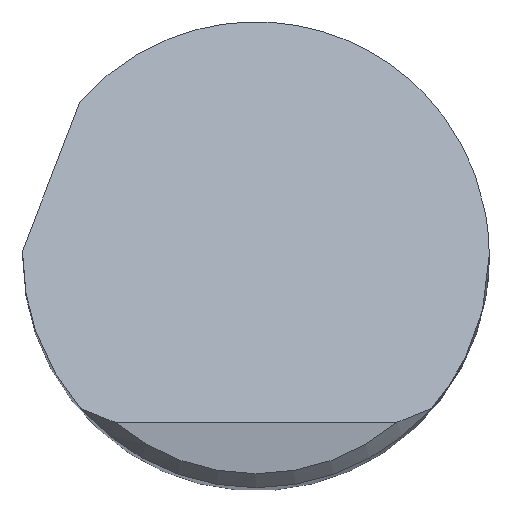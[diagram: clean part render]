
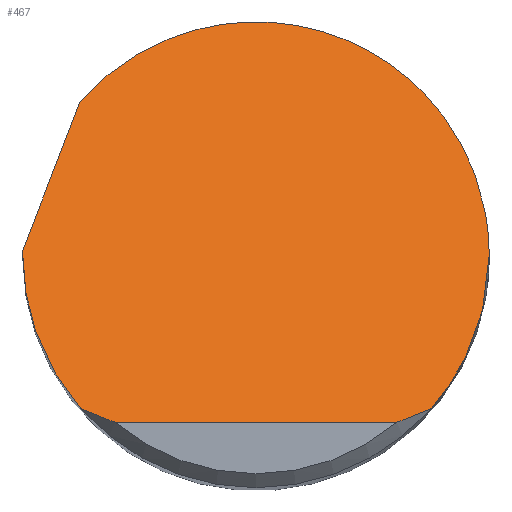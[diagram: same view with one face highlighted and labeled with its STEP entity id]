
A CAD part, top view. The second image highlights one B-rep face of the part: STEP entity #467.
In plain terms, the highlighted planar face has unit normal (0, 0.707, 0.707).
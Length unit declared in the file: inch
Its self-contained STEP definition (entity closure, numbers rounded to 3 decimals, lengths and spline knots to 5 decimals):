
#27 = CARTESIAN_POINT ( 'NONE',  ( -0.25, -0.06141, 3.88141 ) ) ;
#29 =( BOUNDED_CURVE ( )  B_SPLINE_CURVE ( 3, ( #459, #289, #396, #349 ),
 .UNSPECIFIED., .F., .F. ) 
 B_SPLINE_CURVE_WITH_KNOTS ( ( 4, 4 ),
 ( 4.71239, 4.73239 ),
 .UNSPECIFIED. ) 
 CURVE ( )  GEOMETRIC_REPRESENTATION_ITEM ( )  RATIONAL_B_SPLINE_CURVE ( ( 1., 1., 1., 1. ) ) 
 REPRESENTATION_ITEM ( '' )  );
#33 = CARTESIAN_POINT ( 'NONE',  ( 0.25, 0., 3.82 ) ) ;
#43 = AXIS2_PLACEMENT_3D ( 'NONE', #234, #127, #606 ) ;
#49 = CARTESIAN_POINT ( 'NONE',  ( -0.17589, -0.1704, 3.9904 ) ) ;
#52 = LINE ( 'NONE', #273, #456 ) ;
#53 = B_SPLINE_CURVE_WITH_KNOTS ( 'NONE', 3,
 ( #585, #49, #462, #286 ),
 .UNSPECIFIED., .F., .F.,
 ( 4, 4 ),
 ( 0., 0.00108 ),
 .UNSPECIFIED. ) ;
#92 = CARTESIAN_POINT ( 'NONE',  ( 0.18782, -0.165, 3.985 ) ) ;
#115 = CARTESIAN_POINT ( 'NONE',  ( 0.15108, -0.18, 4. ) ) ;
#118 = CARTESIAN_POINT ( 'NONE',  ( 0.16367, -0.17542, 3.99542 ) ) ;
#127 = DIRECTION ( 'NONE',  ( 0., -0.707, -0.707 ) ) ;
#135 = LINE ( 'NONE', #262, #445 ) ;
#141 = DIRECTION ( 'NONE',  ( 0.263, 0.682, -0.682 ) ) ;
#159 = ORIENTED_EDGE ( 'NONE', *, *, #753, .F. ) ;
#165 = CARTESIAN_POINT ( 'NONE',  ( -0.15108, -0.18, 4. ) ) ;
#166 = VERTEX_POINT ( 'NONE', #505 ) ;
#170 = ORIENTED_EDGE ( 'NONE', *, *, #211, .F. ) ;
#171 = EDGE_CURVE ( 'NONE', #531, #319, #135, .T. ) ;
#181 = CARTESIAN_POINT ( 'NONE',  ( 0.17589, -0.1704, 3.9904 ) ) ;
#199 = CARTESIAN_POINT ( 'NONE',  ( -0.25, 0., 3.82 ) ) ;
#207 = VERTEX_POINT ( 'NONE', #92 ) ;
#211 = EDGE_CURVE ( 'NONE', #646, #166, #452, .T. ) ;
#219 = CARTESIAN_POINT ( 'NONE',  ( -0.18855, 0.16416, 3.65584 ) ) ;
#222 = CARTESIAN_POINT ( 'NONE',  ( -0.0078, 0.37177, 3.44823 ) ) ;
#224 = ORIENTED_EDGE ( 'NONE', *, *, #424, .T. ) ;
#234 = CARTESIAN_POINT ( 'NONE',  ( -0.25, -0.18, 4. ) ) ;
#237 = ORIENTED_EDGE ( 'NONE', *, *, #697, .T. ) ;
#248 = FACE_OUTER_BOUND ( 'NONE', #469, .T. ) ;
#262 = CARTESIAN_POINT ( 'NONE',  ( -0.31638, -0.1672, 3.9872 ) ) ;
#266 = EDGE_CURVE ( 'NONE', #563, #207, #530, .T. ) ;
#270 = CARTESIAN_POINT ( 'NONE',  ( 0.22834, -0.11887, 3.93887 ) ) ;
#273 = CARTESIAN_POINT ( 'NONE',  ( 0., -0.18, 4. ) ) ;
#277 = CARTESIAN_POINT ( 'NONE',  ( 0.25, 0., 3.82 ) ) ;
#281 = VERTEX_POINT ( 'NONE', #165 ) ;
#286 = CARTESIAN_POINT ( 'NONE',  ( -0.15108, -0.18, 4. ) ) ;
#289 = CARTESIAN_POINT ( 'NONE',  ( -0.25, 0.00167, 3.81833 ) ) ;
#297 = EDGE_CURVE ( 'NONE', #166, #531, #29, .T. ) ;
#313 = EDGE_CURVE ( 'NONE', #646, #281, #53, .T. ) ;
#319 = VERTEX_POINT ( 'NONE', #708 ) ;
#328 = CARTESIAN_POINT ( 'NONE',  ( 0.25, 0., 3.82 ) ) ;
#334 = CARTESIAN_POINT ( 'NONE',  ( 0.25, -0.06141, 3.88141 ) ) ;
#349 = CARTESIAN_POINT ( 'NONE',  ( -0.24995, 0.005, 3.815 ) ) ;
#362 = CARTESIAN_POINT ( 'NONE',  ( -0.24995, 0.005, 3.815 ) ) ;
#368 = ORIENTED_EDGE ( 'NONE', *, *, #171, .F. ) ;
#374 = CARTESIAN_POINT ( 'NONE',  ( -0.18782, -0.165, 3.985 ) ) ;
#396 = CARTESIAN_POINT ( 'NONE',  ( -0.24998, 0.00333, 3.81667 ) ) ;
#397 = VERTEX_POINT ( 'NONE', #471 ) ;
#418 = B_SPLINE_CURVE_WITH_KNOTS ( 'NONE', 3,
 ( #115, #118, #181, #533 ),
 .UNSPECIFIED., .F., .F.,
 ( 4, 4 ),
 ( 0., 0.00108 ),
 .UNSPECIFIED. ) ;
#424 = EDGE_CURVE ( 'NONE', #397, #207, #418, .T. ) ;
#445 = VECTOR ( 'NONE', #141, 39.37008 ) ;
#452 =( BOUNDED_CURVE ( )  B_SPLINE_CURVE ( 3, ( #374, #566, #27, #199 ),
 .UNSPECIFIED., .F., .F. ) 
 B_SPLINE_CURVE_WITH_KNOTS ( ( 4, 4 ),
 ( 3.99157, 4.71239 ),
 .UNSPECIFIED. ) 
 CURVE ( )  GEOMETRIC_REPRESENTATION_ITEM ( )  RATIONAL_B_SPLINE_CURVE ( ( 1., 0.957, 0.957, 1. ) ) 
 REPRESENTATION_ITEM ( '' )  );
#456 = VECTOR ( 'NONE', #518, 39.37008 ) ;
#459 = CARTESIAN_POINT ( 'NONE',  ( -0.25, 0., 3.82 ) ) ;
#462 = CARTESIAN_POINT ( 'NONE',  ( -0.16367, -0.17542, 3.99542 ) ) ;
#467 = ADVANCED_FACE ( 'NONE', ( #248 ), #779, .F. ) ;
#469 = EDGE_LOOP ( 'NONE', ( #237, #224, #763, #159, #368, #525, #170, #586 ) ) ;
#471 = CARTESIAN_POINT ( 'NONE',  ( 0.15108, -0.18, 4. ) ) ;
#505 = CARTESIAN_POINT ( 'NONE',  ( -0.25, 0., 3.82 ) ) ;
#518 = DIRECTION ( 'NONE',  ( 1., 0., 0. ) ) ;
#525 = ORIENTED_EDGE ( 'NONE', *, *, #297, .F. ) ;
#530 =( BOUNDED_CURVE ( )  B_SPLINE_CURVE ( 3, ( #33, #334, #270, #572 ),
 .UNSPECIFIED., .F., .T. ) 
 B_SPLINE_CURVE_WITH_KNOTS ( ( 4, 4 ),
 ( 1.5708, 2.29162 ),
 .UNSPECIFIED. ) 
 CURVE ( )  GEOMETRIC_REPRESENTATION_ITEM ( )  RATIONAL_B_SPLINE_CURVE ( ( 1., 0.957, 0.957, 1. ) ) 
 REPRESENTATION_ITEM ( '' )  );
#531 = VERTEX_POINT ( 'NONE', #362 ) ;
#533 = CARTESIAN_POINT ( 'NONE',  ( 0.18782, -0.165, 3.985 ) ) ;
#563 = VERTEX_POINT ( 'NONE', #328 ) ;
#566 = CARTESIAN_POINT ( 'NONE',  ( -0.22834, -0.11887, 3.93887 ) ) ;
#572 = CARTESIAN_POINT ( 'NONE',  ( 0.18782, -0.165, 3.985 ) ) ;
#585 = CARTESIAN_POINT ( 'NONE',  ( -0.18782, -0.165, 3.985 ) ) ;
#586 = ORIENTED_EDGE ( 'NONE', *, *, #313, .T. ) ;
#606 = DIRECTION ( 'NONE',  ( 0., 0.707, -0.707 ) ) ;
#633 = CARTESIAN_POINT ( 'NONE',  ( 0.25, 0.27527, 3.54473 ) ) ;
#646 = VERTEX_POINT ( 'NONE', #674 ) ;
#674 = CARTESIAN_POINT ( 'NONE',  ( -0.18782, -0.165, 3.985 ) ) ;
#697 = EDGE_CURVE ( 'NONE', #281, #397, #52, .T. ) ;
#708 = CARTESIAN_POINT ( 'NONE',  ( -0.18855, 0.16416, 3.65584 ) ) ;
#727 =( BOUNDED_CURVE ( )  B_SPLINE_CURVE ( 3, ( #219, #222, #633, #277 ),
 .UNSPECIFIED., .F., .F. ) 
 B_SPLINE_CURVE_WITH_KNOTS ( ( 4, 4 ),
 ( 5.42872, 7.85398 ),
 .UNSPECIFIED. ) 
 CURVE ( )  GEOMETRIC_REPRESENTATION_ITEM ( )  RATIONAL_B_SPLINE_CURVE ( ( 1., 0.567, 0.567, 1. ) ) 
 REPRESENTATION_ITEM ( '' )  );
#753 = EDGE_CURVE ( 'NONE', #319, #563, #727, .T. ) ;
#763 = ORIENTED_EDGE ( 'NONE', *, *, #266, .F. ) ;
#779 = PLANE ( 'NONE',  #43 ) ;
